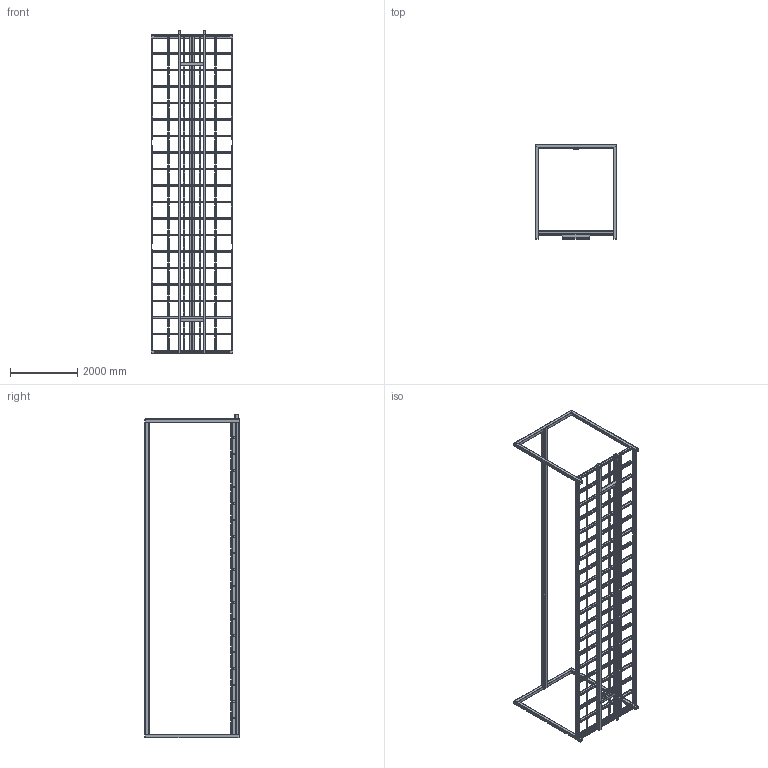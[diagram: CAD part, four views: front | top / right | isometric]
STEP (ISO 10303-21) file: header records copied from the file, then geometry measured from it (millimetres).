
FILE_DESCRIPTION(('FreeCAD Model'),'2;1');
FILE_NAME('Open CASCADE Shape Model','2025-04-30T11:27:44',('FreeCAD'),( 'FreeCAD'),'Open CASCADE STEP processor 7.6','FreeCAD','Unknown');
FILE_SCHEMA(('AUTOMOTIVE_DESIGN { 1 0 10303 214 1 1 1 1 }'));
Products named in the file (1): Open CASCADE STEP translator 7.6 1
Bounding box: 2432.7 x 2797.61 x 9638.36 mm (x, y, z)
Surface area: 67481576.9 mm2 (no closed solid volume)
Topology: 0 solids, 1798 shells, 1798 faces, 16542 edges, 16542 vertices
Faces by surface type: bspline 1798
Entity records: 144956 total; most frequent: CARTESIAN_POINT 69229, ORIENTED_EDGE 16542, EDGE_CURVE 16542, VERTEX_POINT 16542, B_SPLINE_CURVE_WITH_KNOTS 15718, FACE_BOUND 1810, EDGE_LOOP 1810, SHELL_BASED_SURFACE_MODEL 1798
